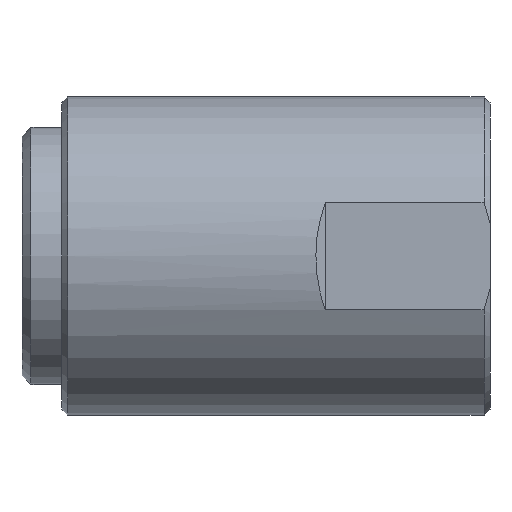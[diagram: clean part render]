
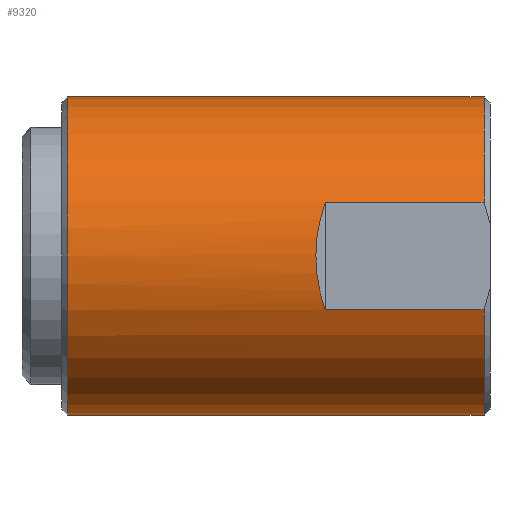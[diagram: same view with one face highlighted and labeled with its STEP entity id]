
A CAD part, front view. The second image highlights one B-rep face of the part: STEP entity #9320.
In plain terms, the highlighted cylindrical face has radius 13.495 mm (diameter 26.99 mm), a partial arc.
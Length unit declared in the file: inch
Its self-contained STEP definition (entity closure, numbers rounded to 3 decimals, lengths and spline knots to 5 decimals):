
#427 = ORIENTED_EDGE ( 'NONE', *, *, #4168, .T. ) ;
#625 = AXIS2_PLACEMENT_3D ( 'NONE', #8972, #6306, #8276 ) ;
#676 = FACE_OUTER_BOUND ( 'NONE', #5499, .T. ) ;
#750 = LINE ( 'NONE', #1780, #4249 ) ;
#1029 = VERTEX_POINT ( 'NONE', #3801 ) ;
#1385 = ORIENTED_EDGE ( 'NONE', *, *, #7193, .F. ) ;
#1678 = EDGE_CURVE ( 'NONE', #4559, #5606, #10662, .T. ) ;
#1780 = CARTESIAN_POINT ( 'NONE',  ( 0., 0., -0.5313 ) ) ;
#1915 = CARTESIAN_POINT ( 'NONE',  ( 0., 0., 0.5313 ) ) ;
#2128 = CARTESIAN_POINT ( 'NONE',  ( 1.199, 0., -0.5313 ) ) ;
#2283 = CARTESIAN_POINT ( 'NONE',  ( 0.669, -0.4998, -0.18022 ) ) ;
#2354 = CIRCLE ( 'NONE', #8830, 0.5313 ) ;
#2594 = AXIS2_PLACEMENT_3D ( 'NONE', #3596, #7184, #9050 ) ;
#2874 = EDGE_CURVE ( 'NONE', #9947, #5606, #2354, .T. ) ;
#2963 = CARTESIAN_POINT ( 'NONE',  ( 0.62657, -0.54223, -0.06255 ) ) ;
#3202 = CARTESIAN_POINT ( 'NONE',  ( -0.1915, 0., 0.5313 ) ) ;
#3308 = ORIENTED_EDGE ( 'NONE', *, *, #7279, .F. ) ;
#3596 = CARTESIAN_POINT ( 'NONE',  ( 1.199, 0., 0. ) ) ;
#3801 = CARTESIAN_POINT ( 'NONE',  ( 1.199, -0.4998, -0.18022 ) ) ;
#4010 = VECTOR ( 'NONE', #10717, 39.37008 ) ;
#4168 = EDGE_CURVE ( 'NONE', #4517, #4559, #5810, .T. ) ;
#4249 = VECTOR ( 'NONE', #10644, 39.37008 ) ;
#4517 = VERTEX_POINT ( 'NONE', #8127 ) ;
#4559 = VERTEX_POINT ( 'NONE', #7601 ) ;
#5144 = CYLINDRICAL_SURFACE ( 'NONE', #6680, 0.5313 ) ;
#5289 = VERTEX_POINT ( 'NONE', #2283 ) ;
#5380 = VECTOR ( 'NONE', #7506, 39.37008 ) ;
#5499 = EDGE_LOOP ( 'NONE', ( #3308, #8041, #1385, #7465, #5556, #427, #7917, #5525 ) ) ;
#5525 = ORIENTED_EDGE ( 'NONE', *, *, #2874, .F. ) ;
#5556 = ORIENTED_EDGE ( 'NONE', *, *, #9590, .F. ) ;
#5606 = VERTEX_POINT ( 'NONE', #3202 ) ;
#5810 = CIRCLE ( 'NONE', #625, 0.5313 ) ;
#6162 = DIRECTION ( 'NONE',  ( 0., 0., 1. ) ) ;
#6306 = DIRECTION ( 'NONE',  ( -1., 0., 0. ) ) ;
#6680 = AXIS2_PLACEMENT_3D ( 'NONE', #10350, #8683, #7813 ) ;
#6947 = LINE ( 'NONE', #11400, #8511 ) ;
#7043 = EDGE_CURVE ( 'NONE', #9513, #5289, #7085, .T. ) ;
#7085 =( BOUNDED_CURVE ( )  B_SPLINE_CURVE ( 3, ( #10774, #10887, #2963, #8992 ),
 .UNSPECIFIED., .F., .F. ) 
 B_SPLINE_CURVE_WITH_KNOTS ( ( 4, 4 ),
 ( 5.93711, 6.62926 ),
 .UNSPECIFIED. ) 
 CURVE ( )  GEOMETRIC_REPRESENTATION_ITEM ( )  RATIONAL_B_SPLINE_CURVE ( ( 1., 0.96, 0.96, 1. ) ) 
 REPRESENTATION_ITEM ( '' )  );
#7184 = DIRECTION ( 'NONE',  ( -1., 0., 0. ) ) ;
#7193 = EDGE_CURVE ( 'NONE', #5289, #1029, #6947, .T. ) ;
#7279 = EDGE_CURVE ( 'NONE', #7681, #9947, #750, .T. ) ;
#7465 = ORIENTED_EDGE ( 'NONE', *, *, #7043, .F. ) ;
#7506 = DIRECTION ( 'NONE',  ( -1., 0., 0. ) ) ;
#7601 = CARTESIAN_POINT ( 'NONE',  ( 1.199, 0., 0.5313 ) ) ;
#7604 = CIRCLE ( 'NONE', #2594, 0.5313 ) ;
#7681 = VERTEX_POINT ( 'NONE', #2128 ) ;
#7792 = DIRECTION ( 'NONE',  ( -1., 0., 0. ) ) ;
#7813 = DIRECTION ( 'NONE',  ( 0., 0., 1. ) ) ;
#7917 = ORIENTED_EDGE ( 'NONE', *, *, #1678, .T. ) ;
#8041 = ORIENTED_EDGE ( 'NONE', *, *, #8702, .T. ) ;
#8127 = CARTESIAN_POINT ( 'NONE',  ( 1.199, -0.4998, 0.18022 ) ) ;
#8210 = CARTESIAN_POINT ( 'NONE',  ( 0., -0.4998, 0.18022 ) ) ;
#8276 = DIRECTION ( 'NONE',  ( 0., 0., 1. ) ) ;
#8511 = VECTOR ( 'NONE', #10474, 39.37008 ) ;
#8683 = DIRECTION ( 'NONE',  ( -1., 0., 0. ) ) ;
#8702 = EDGE_CURVE ( 'NONE', #7681, #1029, #7604, .T. ) ;
#8830 = AXIS2_PLACEMENT_3D ( 'NONE', #11365, #7792, #6162 ) ;
#8972 = CARTESIAN_POINT ( 'NONE',  ( 1.199, 0., 0. ) ) ;
#8992 = CARTESIAN_POINT ( 'NONE',  ( 0.669, -0.4998, -0.18022 ) ) ;
#9050 = DIRECTION ( 'NONE',  ( 0., 0., 1. ) ) ;
#9320 = ADVANCED_FACE ( 'NONE', ( #676 ), #5144, .T. ) ;
#9513 = VERTEX_POINT ( 'NONE', #10162 ) ;
#9590 = EDGE_CURVE ( 'NONE', #4517, #9513, #11031, .T. ) ;
#9947 = VERTEX_POINT ( 'NONE', #9978 ) ;
#9978 = CARTESIAN_POINT ( 'NONE',  ( -0.1915, 0., -0.5313 ) ) ;
#10162 = CARTESIAN_POINT ( 'NONE',  ( 0.669, -0.4998, 0.18022 ) ) ;
#10350 = CARTESIAN_POINT ( 'NONE',  ( 0., 0., 0. ) ) ;
#10474 = DIRECTION ( 'NONE',  ( 1., 0., 0. ) ) ;
#10644 = DIRECTION ( 'NONE',  ( -1., 0., 0. ) ) ;
#10662 = LINE ( 'NONE', #1915, #4010 ) ;
#10717 = DIRECTION ( 'NONE',  ( -1., 0., 0. ) ) ;
#10774 = CARTESIAN_POINT ( 'NONE',  ( 0.669, -0.4998, 0.18022 ) ) ;
#10887 = CARTESIAN_POINT ( 'NONE',  ( 0.62657, -0.54223, 0.06255 ) ) ;
#11031 = LINE ( 'NONE', #8210, #5380 ) ;
#11365 = CARTESIAN_POINT ( 'NONE',  ( -0.1915, 0., 0. ) ) ;
#11400 = CARTESIAN_POINT ( 'NONE',  ( 0., -0.4998, -0.18022 ) ) ;
